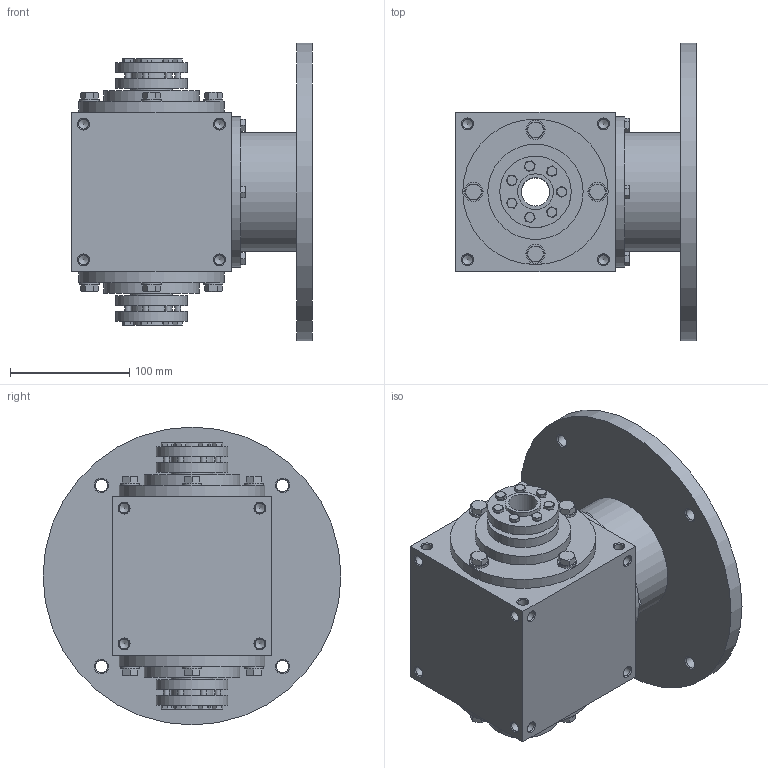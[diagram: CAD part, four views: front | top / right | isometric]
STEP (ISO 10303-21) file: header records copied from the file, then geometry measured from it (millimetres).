
FILE_DESCRIPTION( ( 'STEP AP214' ), '1' );
FILE_NAME( 'MRA134_MC1_R.1_1_100-112_B5.stp', '2018-08-16T07:34:53', ( '' ), ( '' ), ' ', 'PARTsolutions', ' ' );
FILE_SCHEMA( ( 'AUTOMOTIVE_DESIGN { 1 0 10303 214 1 1 1 1 }' ) );
Length unit declared in the file: millimetre
Products named in the file (6): MRA134_MC1_R.1/1_100-112/B5; _MRA13410-case; _MRX134_9-flange; _134-fl_screw; _RC_RR134-screw; _RA134-shrink_disk
Assembly tree (16 placements, depth 2):
  MRA134_MC1_R.1/1_100-112/B5
    _MRA13410-case
    _MRX134_9-flange
    _134-fl_screw  x4
    _RC_RR134-screw  x8
    _RA134-shrink_disk  x2
Bounding box: 202 x 250 x 250 mm (x, y, z)
Volume: 3628708.1 mm3; surface area: 336135.3 mm2
Topology: 16 solids, 16 shells, 575 faces, 1367 edges, 847 vertices
Faces by surface type: plane 250, cone 212, cylinder 113
Full cylindrical faces by diameter (mm): 5 x14, 6.88 x14, 8.376 x48, 10.106 x4, 16 x8, 24 x2, 26 x1, 30 x4, 35 x4, 40 x1, 60 x4, 80 x2, 100 x1, 122 x2, 126 x1, 180 x1, 250 x1
Entity records: 10722 total; most frequent: CARTESIAN_POINT 1754, DIRECTION 1386, ORIENTED_EDGE 1096, AXIS2_PLACEMENT_3D 628, EDGE_CURVE 548, EDGE_LOOP 502, VERTEX_POINT 424, FACE_OUTER_BOUND 388
